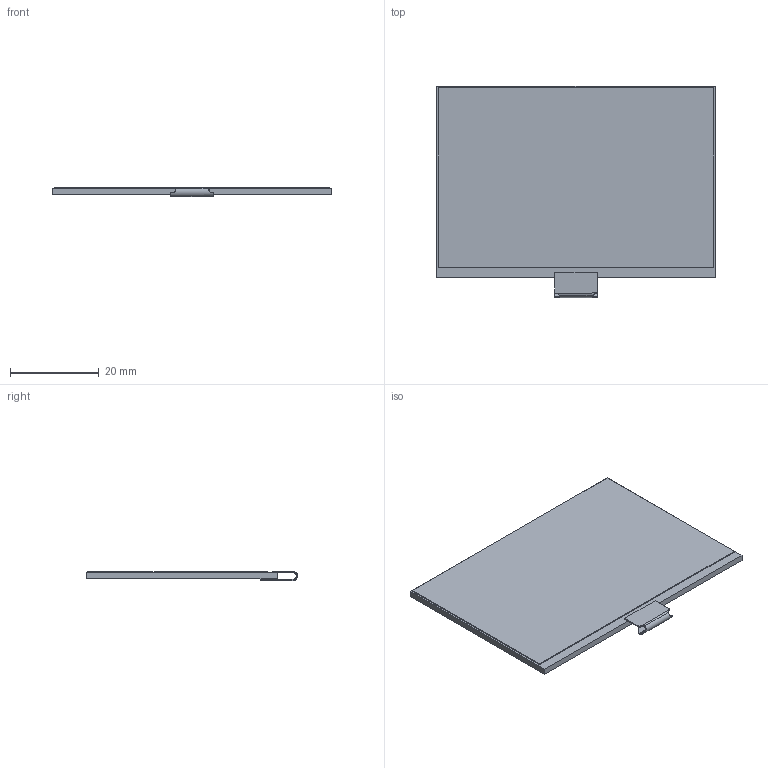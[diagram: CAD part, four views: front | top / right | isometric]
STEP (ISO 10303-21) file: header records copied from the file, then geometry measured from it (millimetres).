
FILE_DESCRIPTION (( 'STEP AP214' ), '1' );
FILE_NAME ('sharp.STEP', '2020-12-19T22:14:06', ( '' ), ( '' ), 'SwSTEP 2.0', 'SolidWorks 2019', '' );
FILE_SCHEMA (( 'AUTOMOTIVE_DESIGN' ));
Length unit declared in the file: millimetre
Products named in the file (3): displaystripSLDPRT_Bend; sharp; displaysharp
Assembly tree (2 placements, depth 2):
  sharp
    displaysharp
    displaystripSLDPRT_Bend
Bounding box: 62.79 x 47.57 x 2.05 mm (x, y, z)
Volume: 4381.3 mm3; surface area: 5979.7 mm2
Topology: 2 solids, 2 shells, 41 faces, 100 edges, 64 vertices
Faces by surface type: plane 25, cylinder 8, bspline 8
Entity records: 2117 total; most frequent: CARTESIAN_POINT 786, ORIENTED_EDGE 200, DIRECTION 130, EDGE_CURVE 100, VERTEX_POINT 64, B_SPLINE_CURVE_WITH_KNOTS 54, AXIS2_PLACEMENT_3D 46, EDGE_LOOP 42
